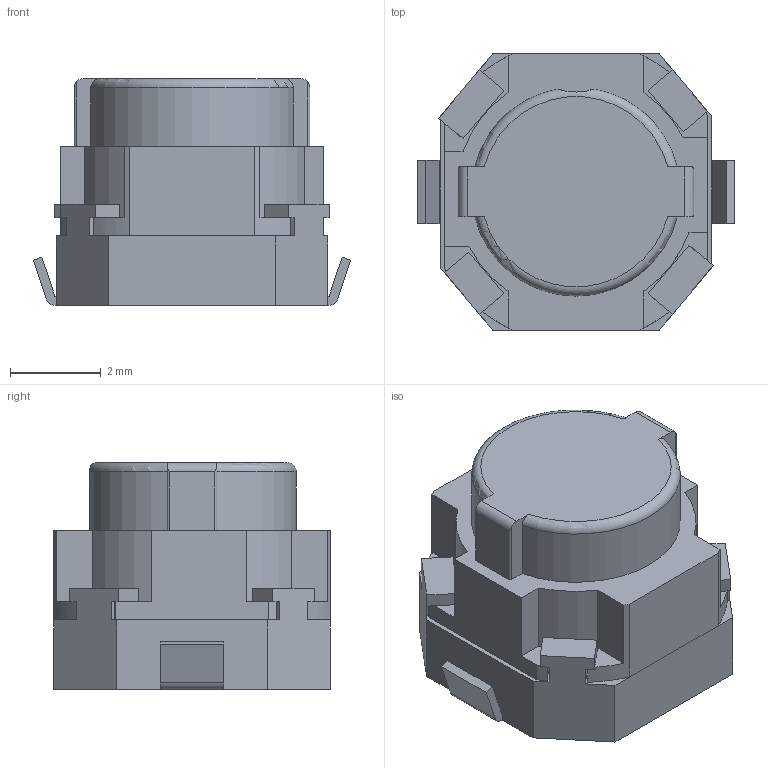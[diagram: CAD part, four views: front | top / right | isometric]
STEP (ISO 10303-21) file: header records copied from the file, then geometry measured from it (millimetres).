
FILE_DESCRIPTION(('FreeCAD Model'),'2;1');
FILE_NAME('Part4^EVPAS.step', '2020-08-22T18:30:17',('kicad StepUp'),('ksu MCAD'), 'Open CASCADE STEP processor 7.3','FreeCAD','Unknown');
FILE_SCHEMA(('AUTOMOTIVE_DESIGN { 1 0 10303 214 1 1 1 1 }'));
Length unit declared in the file: millimetre
Products named in the file (1): Part4^EVPAS
Bounding box: 7 x 6.1 x 5 mm (x, y, z)
Volume: 132 mm3; surface area: 186.4 mm2
Topology: 1 solids, 1 shells, 185 faces, 530 edges, 350 vertices
Faces by surface type: plane 145, cylinder 38, torus 2
Entity records: 7349 total; most frequent: CARTESIAN_POINT 1125, ORIENTED_EDGE 1060, DIRECTION 976, EDGE_CURVE 530, LINE 434, VECTOR 434, VERTEX_POINT 350, AXIS2_PLACEMENT_3D 271
